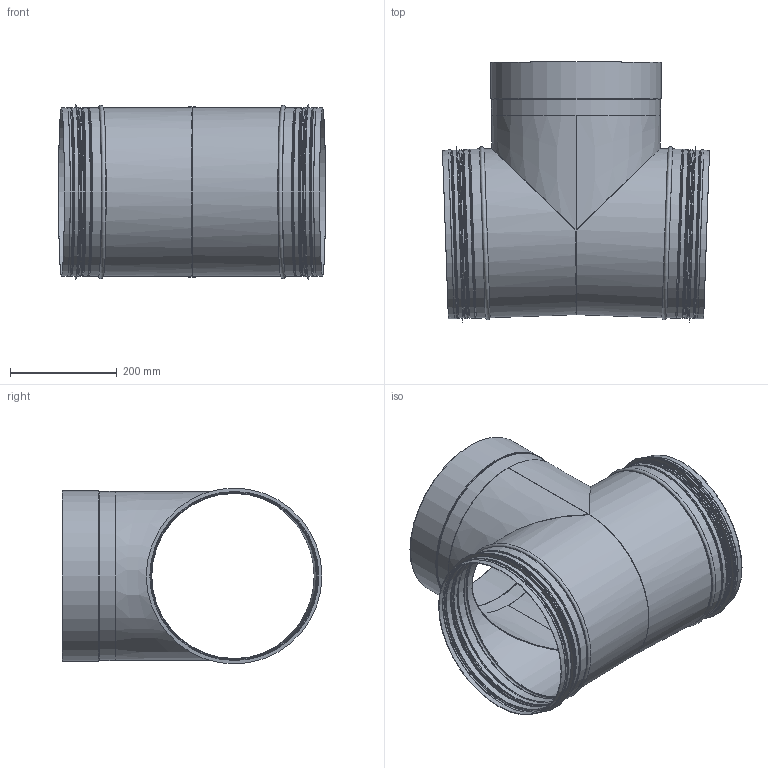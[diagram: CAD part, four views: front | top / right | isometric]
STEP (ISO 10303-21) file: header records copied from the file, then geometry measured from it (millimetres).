
FILE_DESCRIPTION(/* description */ ('Påstick'),/* implementation_level */ '2;1');
FILE_NAME(/* name */ 'HTKNNH-03.stp',/* time_stamp */ '2016-06-21T14:31:12+02:00',/* author */ ('TW'),/* organization */ (''),/* preprocessor_version */ 'ST-DEVELOPER v15.6',/* originating_system */ 'Autodesk Inventor 2015',/* authorisation */ '');
FILE_SCHEMA (('AUTOMOTIVE_DESIGN { 1 0 10303 214 3 1 1 }'));
Length unit declared in the file: millimetre
Products named in the file (5): HTKNNH-D-03; HTKNNH-A-03; HIK-AA-6; HIK-AB-6; HTKNNH-03
Assembly tree (7 placements, depth 2):
  HTKNNH-03
    HTKNNH-D-03
    HTKNNH-A-03  x2
    HIK-AA-6  x2
    HIK-AB-6  x2
Bounding box: 500.7 x 487.31 x 329.6 mm (x, y, z)
Volume: 715766.2 mm3; surface area: 1376003.6 mm2
Topology: 7 solids, 7 shells, 149 faces, 292 edges, 160 vertices
Faces by surface type: torus 64, cylinder 40, cone 18, plane 17, bspline 10
Full cylindrical faces by diameter (mm): 309.6 x2, 310 x2, 311.6 x2, 312 x6, 315 x9, 315.6 x4, 316.6 x2, 317 x9, 318 x1, 320 x1, 329.6 x2
Entity records: 2554 total; most frequent: CARTESIAN_POINT 918, DIRECTION 342, ORIENTED_EDGE 184, AXIS2_PLACEMENT_3D 168, EDGE_LOOP 156, EDGE_CURVE 92, STYLED_ITEM 86, VERTEX_POINT 84
